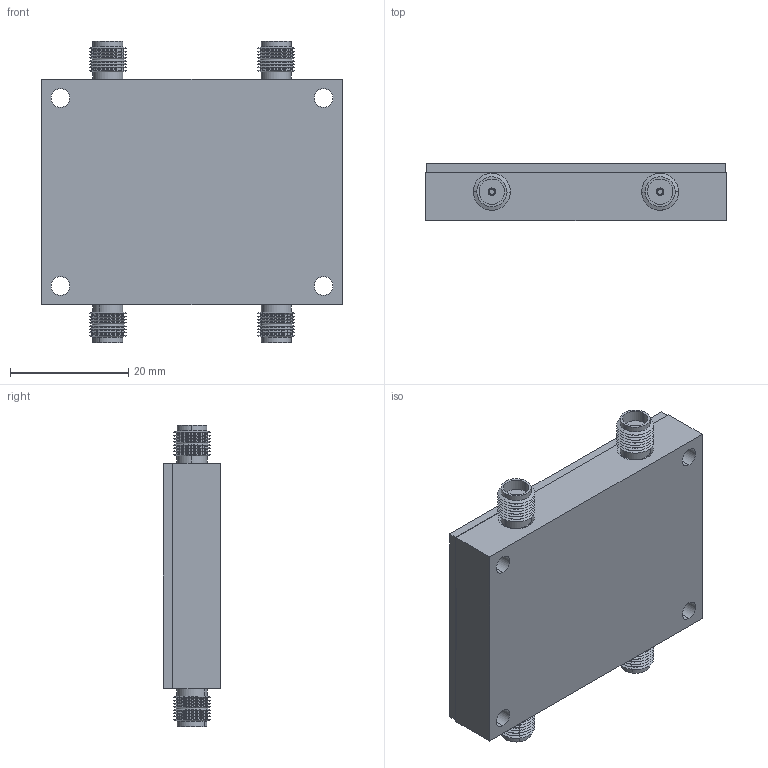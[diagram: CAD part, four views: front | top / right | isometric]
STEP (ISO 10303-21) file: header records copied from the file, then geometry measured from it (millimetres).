
FILE_DESCRIPTION (( 'STEP AP214' ), '1' );
FILE_NAME ('HS 506_F.STEP', '2022-08-02T17:16:43', ( '' ), ( '' ), 'SwSTEP 2.0', 'SolidWorks 2021', '' );
FILE_SCHEMA (( 'AUTOMOTIVE_DESIGN' ));
Length unit declared in the file: inch
Products named in the file (1): HS 506_F
Bounding box: 50.8 x 9.65 x 50.9 mm (x, y, z)
Volume: 18797.9 mm3; surface area: 12241.9 mm2
Topology: 14 solids, 14 shells, 955 faces, 2442 edges, 1556 vertices
Faces by surface type: cylinder 531, plane 239, cone 144, bspline 41
Entity records: 36642 total; most frequent: CARTESIAN_POINT 7579, DIRECTION 5340, ORIENTED_EDGE 4884, EDGE_CURVE 2442, AXIS2_PLACEMENT_3D 2073, VERTEX_POINT 1556, LINE 1194, VECTOR 1194
